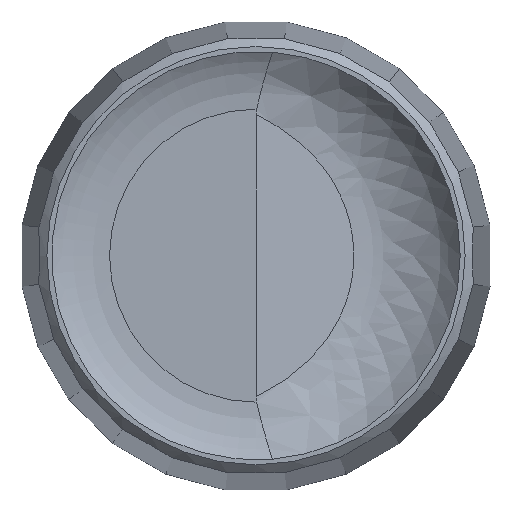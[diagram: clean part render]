
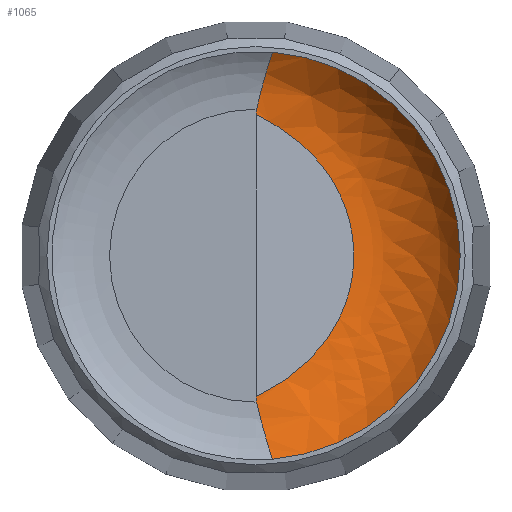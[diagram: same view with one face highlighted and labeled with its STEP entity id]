
A CAD part, top view. The second image highlights one B-rep face of the part: STEP entity #1065.
In plain terms, the highlighted free-form (B-spline) face has degree [3, 2] with [17, 3] control points.
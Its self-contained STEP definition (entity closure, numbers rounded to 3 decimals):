
#45=(
BOUNDED_SURFACE()
B_SPLINE_SURFACE(3,2,((#1829,#1830,#1831),(#1832,#1833,#1834),(#1835,#1836,
#1837),(#1838,#1839,#1840),(#1841,#1842,#1843),(#1844,#1845,#1846),(#1847,
#1848,#1849),(#1850,#1851,#1852),(#1853,#1854,#1855),(#1856,#1857,#1858),
(#1859,#1860,#1861),(#1862,#1863,#1864),(#1865,#1866,#1867),(#1868,#1869,
#1870),(#1871,#1872,#1873),(#1874,#1875,#1876),(#1877,#1878,#1879)),
 .UNSPECIFIED.,.F.,.F.,.F.)
B_SPLINE_SURFACE_WITH_KNOTS((4,1,1,1,1,1,1,1,1,1,1,1,1,1,4),(3,3),(0.007,
0.011,0.013,0.015,0.017,
0.019,0.021,0.023,0.025,
0.027,0.029,0.031,0.033,
0.035,0.039),(0.,1.),.UNSPECIFIED.)
GEOMETRIC_REPRESENTATION_ITEM()
RATIONAL_B_SPLINE_SURFACE(((1.,0.945,1.),(1.,0.932,
1.),(1.,0.91,1.),(1.,0.881,1.),(1.,0.86,
1.),(1.,0.842,1.),(1.,0.827,1.),(1.,0.818,
1.),(1.,0.815,1.),(1.,0.818,1.),(1.,0.827,
1.),(1.,0.841,1.),(1.,0.859,1.),(1.,0.88,
1.),(1.,0.909,1.),(1.,0.932,1.),(1.,0.945,
1.)))
REPRESENTATION_ITEM('')
SURFACE()
);
#83=CIRCLE('',#1152,16.5);
#114=B_SPLINE_CURVE_WITH_KNOTS('',3,(#1796,#1797,#1798,#1799,#1800,#1801,
#1802,#1803,#1804,#1805,#1806),.UNSPECIFIED.,.F.,.F.,(4,1,1,1,1,1,1,1,4),
(0.,0.004,0.007,0.011,
0.015,0.019,0.022,0.026,
0.03),.UNSPECIFIED.);
#115=B_SPLINE_CURVE_WITH_KNOTS('',3,(#1808,#1809,#1810,#1811),
 .UNSPECIFIED.,.F.,.F.,(4,4),(0.,0.),
 .UNSPECIFIED.);
#118=B_SPLINE_CURVE_WITH_KNOTS('',3,(#1825,#1826,#1827,#1828),
 .UNSPECIFIED.,.F.,.F.,(4,4),(0.,0.),
 .UNSPECIFIED.);
#119=B_SPLINE_CURVE_WITH_KNOTS('',3,(#1880,#1881,#1882,#1883,#1884),
 .UNSPECIFIED.,.F.,.F.,(4,1,4),(0.,0.003,
0.005),.UNSPECIFIED.);
#120=B_SPLINE_CURVE_WITH_KNOTS('',3,(#1888,#1889,#1890,#1891,#1892),
 .UNSPECIFIED.,.F.,.F.,(4,1,4),(0.,0.003,
0.005),.UNSPECIFIED.);
#286=ORIENTED_EDGE('',*,*,#540,.F.);
#287=ORIENTED_EDGE('',*,*,#545,.F.);
#288=ORIENTED_EDGE('',*,*,#546,.F.);
#289=ORIENTED_EDGE('',*,*,#547,.F.);
#290=ORIENTED_EDGE('',*,*,#548,.F.);
#291=ORIENTED_EDGE('',*,*,#541,.F.);
#540=EDGE_CURVE('',#670,#671,#114,.T.);
#541=EDGE_CURVE('',#671,#672,#115,.T.);
#545=EDGE_CURVE('',#675,#670,#118,.T.);
#546=EDGE_CURVE('',#676,#675,#119,.F.);
#547=EDGE_CURVE('',#677,#676,#83,.T.);
#548=EDGE_CURVE('',#672,#677,#120,.T.);
#670=VERTEX_POINT('',#1794);
#671=VERTEX_POINT('',#1795);
#672=VERTEX_POINT('',#1812);
#675=VERTEX_POINT('',#1824);
#676=VERTEX_POINT('',#1885);
#677=VERTEX_POINT('',#1887);
#884=EDGE_LOOP('',(#286,#287,#288,#289,#290,#291));
#959=FACE_BOUND('',#884,.T.);
#1065=ADVANCED_FACE('',(#959),#45,.F.);
#1152=AXIS2_PLACEMENT_3D('',#1886,#1368,#1369);
#1368=DIRECTION('',(0.,0.,-1.));
#1369=DIRECTION('',(1.,0.,0.));
#1794=CARTESIAN_POINT('',(0.,-11.382,16.));
#1795=CARTESIAN_POINT('',(0.,11.382,16.));
#1796=CARTESIAN_POINT('',(0.,-11.382,16.));
#1797=CARTESIAN_POINT('',(1.094,-10.861,15.735));
#1798=CARTESIAN_POINT('',(3.186,-9.612,15.228));
#1799=CARTESIAN_POINT('',(5.763,-6.996,14.603));
#1800=CARTESIAN_POINT('',(7.492,-3.714,14.184));
#1801=CARTESIAN_POINT('',(8.111,-0.017,14.034));
#1802=CARTESIAN_POINT('',(7.503,3.685,14.181));
#1803=CARTESIAN_POINT('',(5.773,6.986,14.601));
#1804=CARTESIAN_POINT('',(3.185,9.613,15.228));
#1805=CARTESIAN_POINT('',(1.095,10.861,15.735));
#1806=CARTESIAN_POINT('',(0.,11.382,16.));
#1808=CARTESIAN_POINT('',(0.,11.382,16.));
#1809=CARTESIAN_POINT('',(0.,11.536,16.));
#1810=CARTESIAN_POINT('',(0.015,11.687,16.));
#1811=CARTESIAN_POINT('',(0.05,11.836,16.));
#1812=CARTESIAN_POINT('',(0.05,11.836,16.));
#1824=CARTESIAN_POINT('',(0.05,-11.836,16.));
#1825=CARTESIAN_POINT('',(0.05,-11.836,16.));
#1826=CARTESIAN_POINT('',(0.015,-11.687,16.));
#1827=CARTESIAN_POINT('',(0.,-11.536,16.));
#1828=CARTESIAN_POINT('',(0.,-11.382,16.));
#1829=CARTESIAN_POINT('',(-1.1,-11.869,16.267));
#1830=CARTESIAN_POINT('',(-0.1,-14.442,16.024));
#1831=CARTESIAN_POINT('',(1.089,-16.464,17.5));
#1832=CARTESIAN_POINT('',(0.102,-11.374,15.975));
#1833=CARTESIAN_POINT('',(1.379,-14.231,15.666));
#1834=CARTESIAN_POINT('',(2.794,-16.351,17.5));
#1835=CARTESIAN_POINT('',(1.835,-10.494,15.555));
#1836=CARTESIAN_POINT('',(3.677,-13.659,15.109));
#1837=CARTESIAN_POINT('',(5.505,-15.774,17.5));
#1838=CARTESIAN_POINT('',(3.919,-8.849,15.05));
#1839=CARTESIAN_POINT('',(6.704,-12.092,14.375));
#1840=CARTESIAN_POINT('',(9.075,-13.893,17.5));
#1841=CARTESIAN_POINT('',(5.27,-7.426,14.722));
#1842=CARTESIAN_POINT('',(8.823,-10.491,13.861));
#1843=CARTESIAN_POINT('',(11.501,-11.973,17.5));
#1844=CARTESIAN_POINT('',(6.412,-5.766,14.446));
#1845=CARTESIAN_POINT('',(10.731,-8.39,13.399));
#1846=CARTESIAN_POINT('',(13.626,-9.493,17.5));
#1847=CARTESIAN_POINT('',(7.25,-3.978,14.243));
#1848=CARTESIAN_POINT('',(12.206,-5.92,13.041));
#1849=CARTESIAN_POINT('',(15.225,-6.645,17.5));
#1850=CARTESIAN_POINT('',(7.784,-2.024,14.113));
#1851=CARTESIAN_POINT('',(13.185,-3.057,12.804));
#1852=CARTESIAN_POINT('',(16.261,-3.411,17.5));
#1853=CARTESIAN_POINT('',(7.966,-0.037,14.069));
#1854=CARTESIAN_POINT('',(13.524,-0.056,12.721));
#1855=CARTESIAN_POINT('',(16.616,-0.062,17.5));
#1856=CARTESIAN_POINT('',(7.791,1.985,14.111));
#1857=CARTESIAN_POINT('',(13.198,2.999,12.8));
#1858=CARTESIAN_POINT('',(16.275,3.346,17.5));
#1859=CARTESIAN_POINT('',(7.274,3.913,14.237));
#1860=CARTESIAN_POINT('',(12.25,5.827,13.03));
#1861=CARTESIAN_POINT('',(15.272,6.539,17.5));
#1862=CARTESIAN_POINT('',(6.424,5.747,14.443));
#1863=CARTESIAN_POINT('',(10.751,8.364,13.394));
#1864=CARTESIAN_POINT('',(13.648,9.463,17.5));
#1865=CARTESIAN_POINT('',(5.306,7.382,14.714));
#1866=CARTESIAN_POINT('',(8.881,10.438,13.847));
#1867=CARTESIAN_POINT('',(11.566,11.91,17.5));
#1868=CARTESIAN_POINT('',(3.933,8.838,15.047));
#1869=CARTESIAN_POINT('',(6.724,12.08,14.37));
#1870=CARTESIAN_POINT('',(9.098,13.879,17.5));
#1871=CARTESIAN_POINT('',(1.877,10.466,15.545));
#1872=CARTESIAN_POINT('',(3.737,13.635,15.094));
#1873=CARTESIAN_POINT('',(5.575,15.746,17.5));
#1874=CARTESIAN_POINT('',(0.109,11.372,15.974));
#1875=CARTESIAN_POINT('',(1.388,14.23,15.664));
#1876=CARTESIAN_POINT('',(2.804,16.351,17.5));
#1877=CARTESIAN_POINT('',(-1.101,11.869,16.267));
#1878=CARTESIAN_POINT('',(-0.101,14.442,16.025));
#1879=CARTESIAN_POINT('',(1.088,16.464,17.5));
#1880=CARTESIAN_POINT('',(0.05,-11.836,16.));
#1881=CARTESIAN_POINT('',(0.242,-12.67,16.));
#1882=CARTESIAN_POINT('',(0.652,-14.284,16.251));
#1883=CARTESIAN_POINT('',(1.112,-15.791,17.019));
#1884=CARTESIAN_POINT('',(1.332,-16.446,17.5));
#1885=CARTESIAN_POINT('',(1.332,-16.446,17.5));
#1886=CARTESIAN_POINT('',(0.,0.,17.5));
#1887=CARTESIAN_POINT('',(1.332,16.446,17.5));
#1888=CARTESIAN_POINT('',(0.05,11.836,16.));
#1889=CARTESIAN_POINT('',(0.242,12.67,16.));
#1890=CARTESIAN_POINT('',(0.653,14.287,16.252));
#1891=CARTESIAN_POINT('',(1.112,15.791,17.019));
#1892=CARTESIAN_POINT('',(1.332,16.446,17.5));
